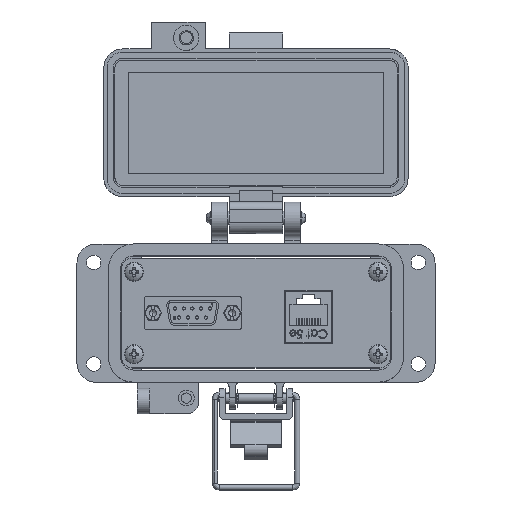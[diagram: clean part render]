
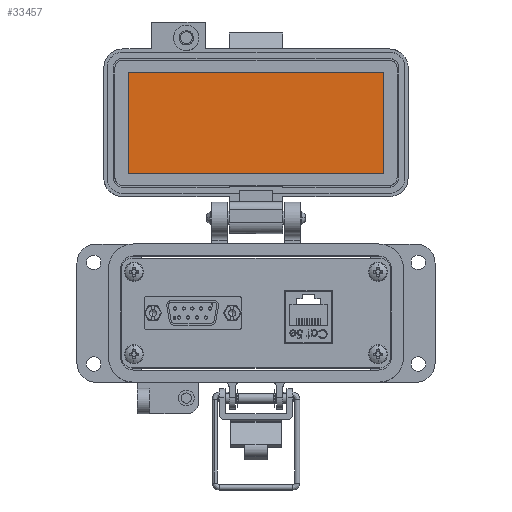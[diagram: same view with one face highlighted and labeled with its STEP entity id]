
A CAD part, top view. The second image highlights one B-rep face of the part: STEP entity #33457.
In plain terms, the highlighted planar face has unit normal (0, 0, 1).
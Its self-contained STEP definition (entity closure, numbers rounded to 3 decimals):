
#730 = DIRECTION ( 'NONE',  ( 1., 0., 0. ) ) ;
#1278 = LINE ( 'NONE', #47255, #18503 ) ;
#3885 = ORIENTED_EDGE ( 'NONE', *, *, #20567, .F. ) ;
#4383 = CARTESIAN_POINT ( 'NONE',  ( -40.25, 51.154, -25.55 ) ) ;
#5220 = PLANE ( 'NONE',  #43739 ) ;
#10758 = CARTESIAN_POINT ( 'NONE',  ( -8.5, 83.154, -25.55 ) ) ;
#12592 = DIRECTION ( 'NONE',  ( -1., 0., 0. ) ) ;
#12779 = CARTESIAN_POINT ( 'NONE',  ( 40.25, 83.154, -25.55 ) ) ;
#13995 = DIRECTION ( 'NONE',  ( 0., -1., 0. ) ) ;
#14113 = EDGE_LOOP ( 'NONE', ( #3885, #55014, #62020, #56849 ) ) ;
#14487 = EDGE_CURVE ( 'NONE', #43151, #41623, #54312, .T. ) ;
#16080 = VECTOR ( 'NONE', #39409, 1000. ) ;
#18503 = VECTOR ( 'NONE', #12592, 1000. ) ;
#20567 = EDGE_CURVE ( 'NONE', #21148, #43151, #39950, .T. ) ;
#21148 = VERTEX_POINT ( 'NONE', #63952 ) ;
#22992 = VERTEX_POINT ( 'NONE', #4383 ) ;
#25008 = DIRECTION ( 'NONE',  ( 0., 0., 1. ) ) ;
#28754 = CARTESIAN_POINT ( 'NONE',  ( 40.25, 67.154, -25.55 ) ) ;
#29865 = CARTESIAN_POINT ( 'NONE',  ( -8.5, 67.154, -25.55 ) ) ;
#33457 = ADVANCED_FACE ( 'NONE', ( #49600 ), #5220, .T. ) ;
#39409 = DIRECTION ( 'NONE',  ( 0., -1., 0. ) ) ;
#39950 = LINE ( 'NONE', #10758, #57315 ) ;
#41623 = VERTEX_POINT ( 'NONE', #64047 ) ;
#43151 = VERTEX_POINT ( 'NONE', #12779 ) ;
#43739 = AXIS2_PLACEMENT_3D ( 'NONE', #29865, #25008, #13995 ) ;
#47255 = CARTESIAN_POINT ( 'NONE',  ( 42., 51.154, -25.55 ) ) ;
#49600 = FACE_OUTER_BOUND ( 'NONE', #14113, .T. ) ;
#51337 = EDGE_CURVE ( 'NONE', #41623, #22992, #1278, .T. ) ;
#54312 = LINE ( 'NONE', #28754, #16080 ) ;
#55014 = ORIENTED_EDGE ( 'NONE', *, *, #59954, .F. ) ;
#56849 = ORIENTED_EDGE ( 'NONE', *, *, #14487, .F. ) ;
#57315 = VECTOR ( 'NONE', #730, 1000. ) ;
#58175 = CARTESIAN_POINT ( 'NONE',  ( -40.25, 67.154, -25.55 ) ) ;
#59090 = VECTOR ( 'NONE', #62026, 1000. ) ;
#59954 = EDGE_CURVE ( 'NONE', #22992, #21148, #62676, .T. ) ;
#62020 = ORIENTED_EDGE ( 'NONE', *, *, #51337, .F. ) ;
#62026 = DIRECTION ( 'NONE',  ( 0., 1., 0. ) ) ;
#62676 = LINE ( 'NONE', #58175, #59090 ) ;
#63952 = CARTESIAN_POINT ( 'NONE',  ( -40.25, 83.154, -25.55 ) ) ;
#64047 = CARTESIAN_POINT ( 'NONE',  ( 40.25, 51.154, -25.55 ) ) ;
